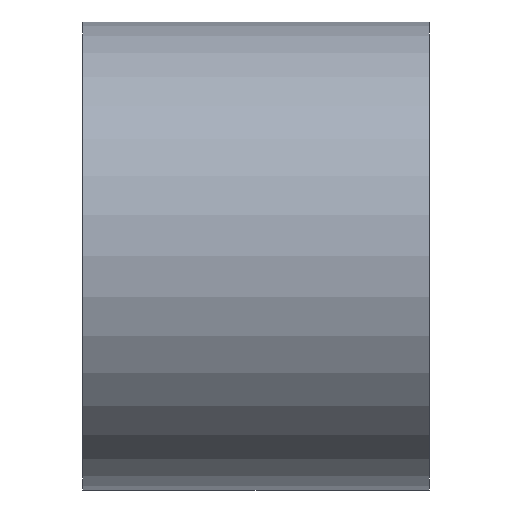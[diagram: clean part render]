
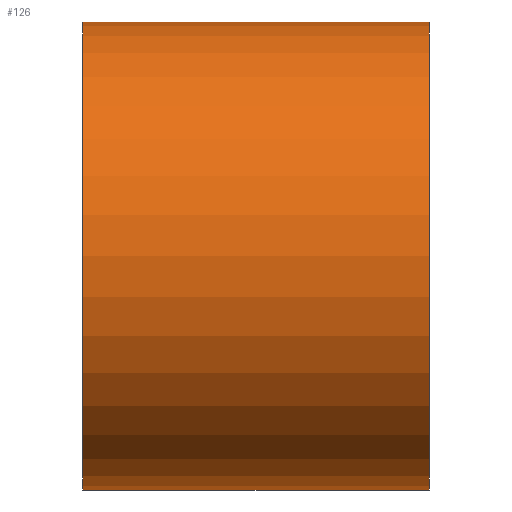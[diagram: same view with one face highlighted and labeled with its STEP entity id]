
A CAD part, left-side view. The second image highlights one B-rep face of the part: STEP entity #126.
In plain terms, the highlighted cylindrical face has radius 8.572 mm (diameter 17.145 mm), a partial arc.
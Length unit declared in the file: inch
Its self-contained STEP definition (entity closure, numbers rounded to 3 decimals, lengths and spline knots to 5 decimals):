
#14 = VECTOR ( 'NONE', #53, 39.37008 ) ;
#25 = VERTEX_POINT ( 'NONE', #159 ) ;
#26 = DIRECTION ( 'NONE',  ( 0., -1., 0. ) ) ;
#27 = CIRCLE ( 'NONE', #193, 0.3375 ) ;
#29 = EDGE_CURVE ( 'NONE', #76, #179, #55, .T. ) ;
#31 = CARTESIAN_POINT ( 'NONE',  ( 0., 0., 0. ) ) ;
#32 = CARTESIAN_POINT ( 'NONE',  ( 0., 0.5, 0.3375 ) ) ;
#40 = CYLINDRICAL_SURFACE ( 'NONE', #148, 0.3375 ) ;
#44 = DIRECTION ( 'NONE',  ( 0., 0., -1. ) ) ;
#47 = CARTESIAN_POINT ( 'NONE',  ( 0., 0.5, -0.3375 ) ) ;
#51 = DIRECTION ( 'NONE',  ( 0., 1., 0. ) ) ;
#53 = DIRECTION ( 'NONE',  ( 0., -1., 0. ) ) ;
#55 = LINE ( 'NONE', #195, #14 ) ;
#61 = ORIENTED_EDGE ( 'NONE', *, *, #29, .F. ) ;
#70 = ORIENTED_EDGE ( 'NONE', *, *, #202, .T. ) ;
#73 = AXIS2_PLACEMENT_3D ( 'NONE', #115, #140, #92 ) ;
#75 = DIRECTION ( 'NONE',  ( 0., -1., 0. ) ) ;
#76 = VERTEX_POINT ( 'NONE', #32 ) ;
#80 = LINE ( 'NONE', #47, #111 ) ;
#86 = EDGE_CURVE ( 'NONE', #95, #179, #27, .T. ) ;
#92 = DIRECTION ( 'NONE',  ( 0., 0., 1. ) ) ;
#95 = VERTEX_POINT ( 'NONE', #153 ) ;
#111 = VECTOR ( 'NONE', #26, 39.37008 ) ;
#115 = CARTESIAN_POINT ( 'NONE',  ( 0., 0.5, 0. ) ) ;
#121 = EDGE_CURVE ( 'NONE', #25, #76, #154, .T. ) ;
#126 = ADVANCED_FACE ( 'NONE', ( #181 ), #40, .T. ) ;
#128 = DIRECTION ( 'NONE',  ( 0., 0., 1. ) ) ;
#140 = DIRECTION ( 'NONE',  ( 0., 1., 0. ) ) ;
#146 = CARTESIAN_POINT ( 'NONE',  ( 0., 0.5, 0. ) ) ;
#148 = AXIS2_PLACEMENT_3D ( 'NONE', #146, #75, #44 ) ;
#149 = CARTESIAN_POINT ( 'NONE',  ( 0., 0., 0.3375 ) ) ;
#153 = CARTESIAN_POINT ( 'NONE',  ( 0., 0., -0.3375 ) ) ;
#154 = CIRCLE ( 'NONE', #73, 0.3375 ) ;
#157 = ORIENTED_EDGE ( 'NONE', *, *, #86, .T. ) ;
#159 = CARTESIAN_POINT ( 'NONE',  ( 0., 0.5, -0.3375 ) ) ;
#162 = ORIENTED_EDGE ( 'NONE', *, *, #121, .F. ) ;
#175 = EDGE_LOOP ( 'NONE', ( #61, #162, #70, #157 ) ) ;
#179 = VERTEX_POINT ( 'NONE', #149 ) ;
#181 = FACE_OUTER_BOUND ( 'NONE', #175, .T. ) ;
#193 = AXIS2_PLACEMENT_3D ( 'NONE', #31, #51, #128 ) ;
#195 = CARTESIAN_POINT ( 'NONE',  ( 0., 0.5, 0.3375 ) ) ;
#202 = EDGE_CURVE ( 'NONE', #25, #95, #80, .T. ) ;
